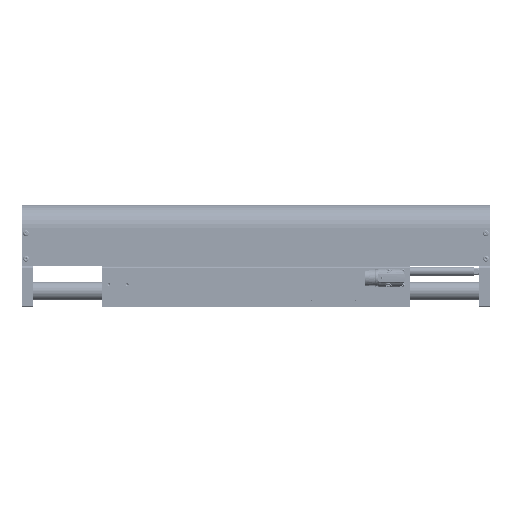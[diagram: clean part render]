
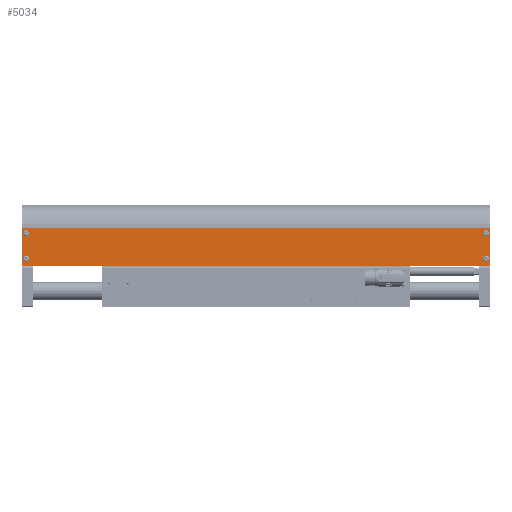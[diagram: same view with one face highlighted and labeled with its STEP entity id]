
A CAD part, top view. The second image highlights one B-rep face of the part: STEP entity #5034.
In plain terms, the highlighted face is planar.
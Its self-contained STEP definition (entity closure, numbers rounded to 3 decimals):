
#1341 = LINE ( 'NONE', #28559, #145111 ) ;
#4779 = FACE_BOUND ( 'NONE', #120046, .T. ) ;
#5034 = ADVANCED_FACE ( 'NONE', ( #76603, #125573, #110525, #187026, #4779 ), #189067, .F. ) ;
#9728 = LINE ( 'NONE', #133572, #176311 ) ;
#10689 = CARTESIAN_POINT ( 'NONE',  ( -32., 0., 637. ) ) ;
#14029 = EDGE_LOOP ( 'NONE', ( #84402 ) ) ;
#14256 = AXIS2_PLACEMENT_3D ( 'NONE', #62133, #61118, #31873 ) ;
#16435 = EDGE_CURVE ( 'NONE', #26106, #26106, #103391, .T. ) ;
#16932 = ORIENTED_EDGE ( 'NONE', *, *, #75685, .F. ) ;
#26106 = VERTEX_POINT ( 'NONE', #55437 ) ;
#28559 = CARTESIAN_POINT ( 'NONE',  ( -32., 0., 637. ) ) ;
#31873 = DIRECTION ( 'NONE',  ( 0., 0., 1. ) ) ;
#33884 = VECTOR ( 'NONE', #55756, 1000. ) ;
#35022 = DIRECTION ( 'NONE',  ( -1., 0., 0. ) ) ;
#38085 = VERTEX_POINT ( 'NONE', #190540 ) ;
#42515 = CIRCLE ( 'NONE', #158109, 2.4 ) ;
#44763 = DIRECTION ( 'NONE',  ( 0., 0., 1. ) ) ;
#45421 = CIRCLE ( 'NONE', #87067, 2.4 ) ;
#49441 = EDGE_CURVE ( 'NONE', #151814, #151814, #49766, .T. ) ;
#49766 = CIRCLE ( 'NONE', #14256, 2.4 ) ;
#53602 = VERTEX_POINT ( 'NONE', #135790 ) ;
#54681 = CARTESIAN_POINT ( 'NONE',  ( -32., -51.5, 0. ) ) ;
#55354 = VERTEX_POINT ( 'NONE', #84531 ) ;
#55437 = CARTESIAN_POINT ( 'NONE',  ( -32., -42., 7.4 ) ) ;
#55756 = DIRECTION ( 'NONE',  ( 0., -1., 0. ) ) ;
#60101 = VECTOR ( 'NONE', #103642, 1000. ) ;
#61118 = DIRECTION ( 'NONE',  ( -1., 0., 0. ) ) ;
#62133 = CARTESIAN_POINT ( 'NONE',  ( -32., -7., 5. ) ) ;
#67812 = CARTESIAN_POINT ( 'NONE',  ( -32., -42., 632. ) ) ;
#69783 = CARTESIAN_POINT ( 'NONE',  ( -32., -42., 634.4 ) ) ;
#75685 = EDGE_CURVE ( 'NONE', #82907, #82907, #45421, .T. ) ;
#76603 = FACE_OUTER_BOUND ( 'NONE', #115996, .T. ) ;
#82907 = VERTEX_POINT ( 'NONE', #69783 ) ;
#84402 = ORIENTED_EDGE ( 'NONE', *, *, #129897, .F. ) ;
#84531 = CARTESIAN_POINT ( 'NONE',  ( -32., -7., 634.4 ) ) ;
#84946 = CARTESIAN_POINT ( 'NONE',  ( -32., 0., 0. ) ) ;
#87067 = AXIS2_PLACEMENT_3D ( 'NONE', #67812, #116113, #130208 ) ;
#89523 = EDGE_CURVE ( 'NONE', #150982, #173425, #163341, .T. ) ;
#93406 = CARTESIAN_POINT ( 'NONE',  ( -32., -7., 7.4 ) ) ;
#97134 = AXIS2_PLACEMENT_3D ( 'NONE', #10689, #176854, #164668 ) ;
#99043 = ORIENTED_EDGE ( 'NONE', *, *, #89523, .T. ) ;
#103391 = CIRCLE ( 'NONE', #176996, 2.4 ) ;
#103642 = DIRECTION ( 'NONE',  ( 0., 0., 1. ) ) ;
#106564 = EDGE_LOOP ( 'NONE', ( #16932 ) ) ;
#109047 = DIRECTION ( 'NONE',  ( -1., 0., 0. ) ) ;
#110525 = FACE_BOUND ( 'NONE', #14029, .T. ) ;
#115996 = EDGE_LOOP ( 'NONE', ( #99043, #191205, #194452, #176030 ) ) ;
#116113 = DIRECTION ( 'NONE',  ( -1., 0., 0. ) ) ;
#118530 = DIRECTION ( 'NONE',  ( 0., 0., -1. ) ) ;
#118775 = LINE ( 'NONE', #180157, #60101 ) ;
#120046 = EDGE_LOOP ( 'NONE', ( #122559 ) ) ;
#122559 = ORIENTED_EDGE ( 'NONE', *, *, #49441, .F. ) ;
#125573 = FACE_BOUND ( 'NONE', #106564, .T. ) ;
#126623 = DIRECTION ( 'NONE',  ( 0., 0., 1. ) ) ;
#129897 = EDGE_CURVE ( 'NONE', #55354, #55354, #42515, .T. ) ;
#130208 = DIRECTION ( 'NONE',  ( 0., 0., 1. ) ) ;
#133572 = CARTESIAN_POINT ( 'NONE',  ( -32., 0., 637. ) ) ;
#135790 = CARTESIAN_POINT ( 'NONE',  ( -32., -51.5, 637. ) ) ;
#138041 = EDGE_CURVE ( 'NONE', #173425, #53602, #118775, .T. ) ;
#140650 = EDGE_CURVE ( 'NONE', #38085, #150982, #9728, .T. ) ;
#145111 = VECTOR ( 'NONE', #151279, 1000. ) ;
#145375 = EDGE_LOOP ( 'NONE', ( #145628 ) ) ;
#145628 = ORIENTED_EDGE ( 'NONE', *, *, #16435, .F. ) ;
#150982 = VERTEX_POINT ( 'NONE', #180556 ) ;
#151279 = DIRECTION ( 'NONE',  ( 0., -1., 0. ) ) ;
#151814 = VERTEX_POINT ( 'NONE', #93406 ) ;
#156171 = EDGE_CURVE ( 'NONE', #38085, #53602, #1341, .T. ) ;
#158109 = AXIS2_PLACEMENT_3D ( 'NONE', #168586, #109047, #44763 ) ;
#163341 = LINE ( 'NONE', #84946, #33884 ) ;
#164668 = DIRECTION ( 'NONE',  ( 0., 1., 0. ) ) ;
#168586 = CARTESIAN_POINT ( 'NONE',  ( -32., -7., 632. ) ) ;
#173425 = VERTEX_POINT ( 'NONE', #54681 ) ;
#176030 = ORIENTED_EDGE ( 'NONE', *, *, #140650, .T. ) ;
#176311 = VECTOR ( 'NONE', #118530, 1000. ) ;
#176854 = DIRECTION ( 'NONE',  ( 1., 0., 0. ) ) ;
#176996 = AXIS2_PLACEMENT_3D ( 'NONE', #197489, #35022, #126623 ) ;
#180157 = CARTESIAN_POINT ( 'NONE',  ( -32., -51.5, 637. ) ) ;
#180556 = CARTESIAN_POINT ( 'NONE',  ( -32., 0., 0. ) ) ;
#187026 = FACE_BOUND ( 'NONE', #145375, .T. ) ;
#189067 = PLANE ( 'NONE',  #97134 ) ;
#190540 = CARTESIAN_POINT ( 'NONE',  ( -32., 0., 637. ) ) ;
#191205 = ORIENTED_EDGE ( 'NONE', *, *, #138041, .T. ) ;
#194452 = ORIENTED_EDGE ( 'NONE', *, *, #156171, .F. ) ;
#197489 = CARTESIAN_POINT ( 'NONE',  ( -32., -42., 5. ) ) ;
